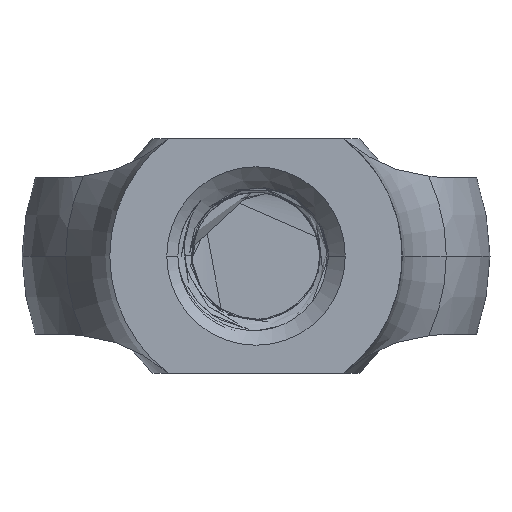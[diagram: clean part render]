
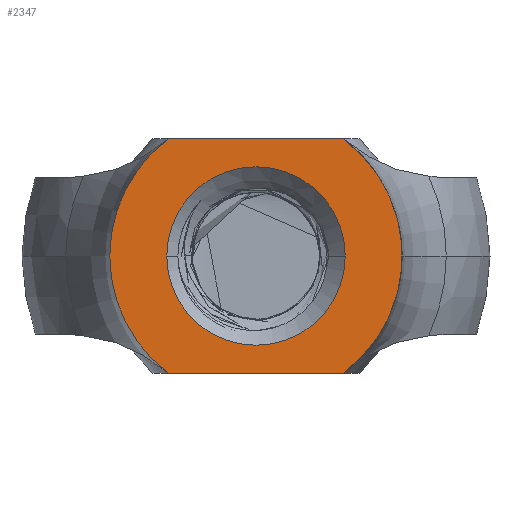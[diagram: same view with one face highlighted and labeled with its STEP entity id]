
A CAD part, front view. The second image highlights one B-rep face of the part: STEP entity #2347.
In plain terms, the highlighted planar face has unit normal (0, -1, 0).
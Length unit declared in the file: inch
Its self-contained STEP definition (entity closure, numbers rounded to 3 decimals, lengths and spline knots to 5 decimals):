
#61 = VERTEX_POINT ( 'NONE', #3497 ) ;
#108 = DIRECTION ( 'NONE',  ( 0., 1., 0. ) ) ;
#153 = ORIENTED_EDGE ( 'NONE', *, *, #3794, .F. ) ;
#228 = CARTESIAN_POINT ( 'NONE',  ( 0., -0.6875, 0. ) ) ;
#274 = CIRCLE ( 'NONE', #3887, 0.234 ) ;
#304 = VECTOR ( 'NONE', #1976, 39.37008 ) ;
#386 = AXIS2_PLACEMENT_3D ( 'NONE', #1582, #5757, #2995 ) ;
#429 = CARTESIAN_POINT ( 'NONE',  ( 0., -0.6875, 0. ) ) ;
#455 = EDGE_CURVE ( 'NONE', #5794, #1510, #5948, .T. ) ;
#578 = EDGE_CURVE ( 'NONE', #1510, #5794, #1060, .T. ) ;
#624 = AXIS2_PLACEMENT_3D ( 'NONE', #1785, #5014, #2255 ) ;
#666 = VECTOR ( 'NONE', #1063, 39.37008 ) ;
#705 = DIRECTION ( 'NONE',  ( -1., 0., 0. ) ) ;
#797 = LINE ( 'NONE', #1502, #666 ) ;
#903 = DIRECTION ( 'NONE',  ( -1., 0., 0. ) ) ;
#1060 = CIRCLE ( 'NONE', #2472, 0.14285 ) ;
#1063 = DIRECTION ( 'NONE',  ( 1., 0., 0. ) ) ;
#1374 = ORIENTED_EDGE ( 'NONE', *, *, #4895, .F. ) ;
#1502 = CARTESIAN_POINT ( 'NONE',  ( -0.1875, -0.6875, -0.1875 ) ) ;
#1510 = VERTEX_POINT ( 'NONE', #2906 ) ;
#1577 = ORIENTED_EDGE ( 'NONE', *, *, #455, .F. ) ;
#1582 = CARTESIAN_POINT ( 'NONE',  ( 0.234, -0.6875, 0. ) ) ;
#1785 = CARTESIAN_POINT ( 'NONE',  ( 0., -0.6875, 0. ) ) ;
#1976 = DIRECTION ( 'NONE',  ( -1., 0., 0. ) ) ;
#2014 = FACE_BOUND ( 'NONE', #4569, .T. ) ;
#2099 = DIRECTION ( 'NONE',  ( 0., -1., 0. ) ) ;
#2216 = VERTEX_POINT ( 'NONE', #3819 ) ;
#2255 = DIRECTION ( 'NONE',  ( 1., 0., 0. ) ) ;
#2347 = ADVANCED_FACE ( 'NONE', ( #2014, #3522 ), #5292, .F. ) ;
#2472 = AXIS2_PLACEMENT_3D ( 'NONE', #4874, #2099, #5328 ) ;
#2590 = CIRCLE ( 'NONE', #4028, 0.234 ) ;
#2782 = LINE ( 'NONE', #2899, #304 ) ;
#2803 = ORIENTED_EDGE ( 'NONE', *, *, #5943, .T. ) ;
#2875 = CARTESIAN_POINT ( 'NONE',  ( 0., -0.6875, 0. ) ) ;
#2877 = CARTESIAN_POINT ( 'NONE',  ( -0.234, -0.6875, 0. ) ) ;
#2899 = CARTESIAN_POINT ( 'NONE',  ( -0.1875, -0.6875, 0.1875 ) ) ;
#2906 = CARTESIAN_POINT ( 'NONE',  ( 0.14285, -0.6875, 0. ) ) ;
#2995 = DIRECTION ( 'NONE',  ( -1., 0., 0. ) ) ;
#3256 = CARTESIAN_POINT ( 'NONE',  ( -0.14285, -0.6875, 0. ) ) ;
#3354 = DIRECTION ( 'NONE',  ( -1., 0., 0. ) ) ;
#3480 = DIRECTION ( 'NONE',  ( 0., 1., 0. ) ) ;
#3497 = CARTESIAN_POINT ( 'NONE',  ( -0.14, -0.6875, 0.1875 ) ) ;
#3522 = FACE_OUTER_BOUND ( 'NONE', #4924, .T. ) ;
#3671 = DIRECTION ( 'NONE',  ( 0., 1., 0. ) ) ;
#3694 = ORIENTED_EDGE ( 'NONE', *, *, #5011, .T. ) ;
#3794 = EDGE_CURVE ( 'NONE', #4106, #61, #274, .T. ) ;
#3819 = CARTESIAN_POINT ( 'NONE',  ( 0.14, -0.6875, 0.1875 ) ) ;
#3858 = AXIS2_PLACEMENT_3D ( 'NONE', #2875, #108, #3354 ) ;
#3887 = AXIS2_PLACEMENT_3D ( 'NONE', #429, #3671, #903 ) ;
#3905 = CARTESIAN_POINT ( 'NONE',  ( 0.14, -0.6875, -0.1875 ) ) ;
#4025 = ORIENTED_EDGE ( 'NONE', *, *, #5644, .F. ) ;
#4028 = AXIS2_PLACEMENT_3D ( 'NONE', #228, #3480, #705 ) ;
#4106 = VERTEX_POINT ( 'NONE', #2877 ) ;
#4391 = CARTESIAN_POINT ( 'NONE',  ( -0.14, -0.6875, -0.1875 ) ) ;
#4569 = EDGE_LOOP ( 'NONE', ( #5116, #1577 ) ) ;
#4874 = CARTESIAN_POINT ( 'NONE',  ( 0., -0.6875, 0. ) ) ;
#4895 = EDGE_CURVE ( 'NONE', #5620, #4106, #5375, .T. ) ;
#4924 = EDGE_LOOP ( 'NONE', ( #2803, #4025, #3694, #153, #1374 ) ) ;
#5011 = EDGE_CURVE ( 'NONE', #2216, #61, #2782, .T. ) ;
#5014 = DIRECTION ( 'NONE',  ( 0., -1., 0. ) ) ;
#5116 = ORIENTED_EDGE ( 'NONE', *, *, #578, .F. ) ;
#5292 = PLANE ( 'NONE',  #386 ) ;
#5328 = DIRECTION ( 'NONE',  ( 1., 0., 0. ) ) ;
#5375 = CIRCLE ( 'NONE', #3858, 0.234 ) ;
#5580 = VERTEX_POINT ( 'NONE', #3905 ) ;
#5620 = VERTEX_POINT ( 'NONE', #4391 ) ;
#5644 = EDGE_CURVE ( 'NONE', #2216, #5580, #2590, .T. ) ;
#5757 = DIRECTION ( 'NONE',  ( 0., 1., 0. ) ) ;
#5794 = VERTEX_POINT ( 'NONE', #3256 ) ;
#5943 = EDGE_CURVE ( 'NONE', #5620, #5580, #797, .T. ) ;
#5948 = CIRCLE ( 'NONE', #624, 0.14285 ) ;
